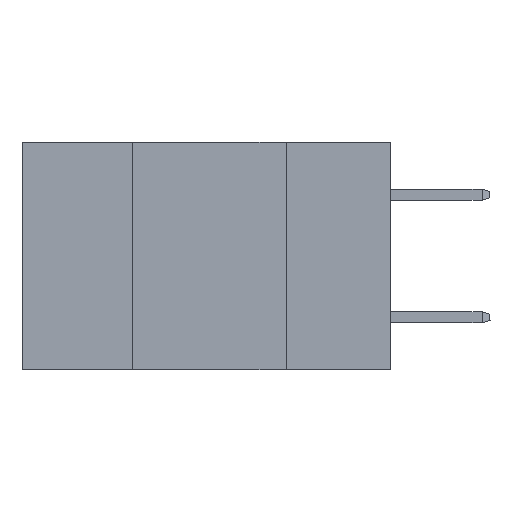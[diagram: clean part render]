
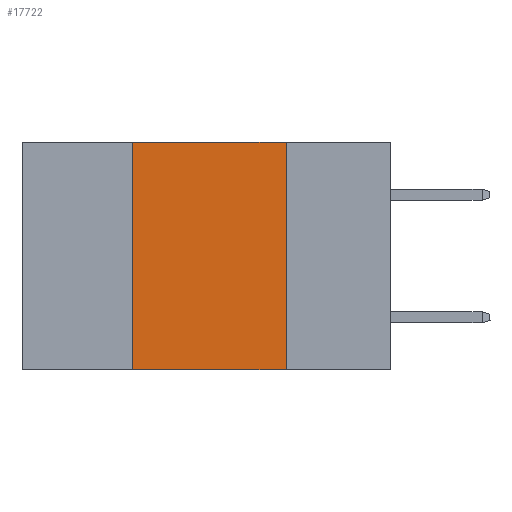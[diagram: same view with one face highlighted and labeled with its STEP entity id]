
A CAD part, left-side view. The second image highlights one B-rep face of the part: STEP entity #17722.
In plain terms, the highlighted planar face has unit normal (-1, 0, 0).
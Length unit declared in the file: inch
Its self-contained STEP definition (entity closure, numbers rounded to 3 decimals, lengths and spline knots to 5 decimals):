
#763 = CARTESIAN_POINT ( 'NONE',  ( 0., 0.17, 0. ) ) ;
#3115 = VECTOR ( 'NONE', #14770, 39.37008 ) ;
#4839 = VERTEX_POINT ( 'NONE', #16141 ) ;
#6246 = DIRECTION ( 'NONE',  ( 0., -1., 0. ) ) ;
#7569 = LINE ( 'NONE', #9078, #38014 ) ;
#7954 = VECTOR ( 'NONE', #6246, 39.37008 ) ;
#9078 = CARTESIAN_POINT ( 'NONE',  ( 0., 0.42, 0. ) ) ;
#12770 = CARTESIAN_POINT ( 'NONE',  ( 0., 0.17, 0. ) ) ;
#12829 = EDGE_CURVE ( 'NONE', #29601, #37540, #39984, .T. ) ;
#14483 = LINE ( 'NONE', #35875, #3115 ) ;
#14770 = DIRECTION ( 'NONE',  ( 0., -1., 0. ) ) ;
#15576 = FACE_OUTER_BOUND ( 'NONE', #25526, .T. ) ;
#15596 = LINE ( 'NONE', #763, #35700 ) ;
#16141 = CARTESIAN_POINT ( 'NONE',  ( 0., 0.42, 0. ) ) ;
#17277 = CARTESIAN_POINT ( 'NONE',  ( 0., 0.6, 0. ) ) ;
#17722 = ADVANCED_FACE ( 'NONE', ( #15576 ), #20595, .F. ) ;
#17790 = ORIENTED_EDGE ( 'NONE', *, *, #39534, .F. ) ;
#19525 = CARTESIAN_POINT ( 'NONE',  ( 0., 0.17, -0.37 ) ) ;
#20595 = PLANE ( 'NONE',  #29427 ) ;
#21734 = DIRECTION ( 'NONE',  ( 0., 0., -1. ) ) ;
#25526 = EDGE_LOOP ( 'NONE', ( #31918, #41464, #17790, #30902 ) ) ;
#28239 = EDGE_CURVE ( 'NONE', #35918, #37540, #15596, .T. ) ;
#28771 = EDGE_CURVE ( 'NONE', #4839, #35918, #14483, .T. ) ;
#29427 = AXIS2_PLACEMENT_3D ( 'NONE', #17277, #31550, #31096 ) ;
#29601 = VERTEX_POINT ( 'NONE', #32729 ) ;
#30190 = CARTESIAN_POINT ( 'NONE',  ( 0., 0.6, -0.37 ) ) ;
#30902 = ORIENTED_EDGE ( 'NONE', *, *, #12829, .T. ) ;
#31096 = DIRECTION ( 'NONE',  ( 0., 0., -1. ) ) ;
#31550 = DIRECTION ( 'NONE',  ( 1., 0., 0. ) ) ;
#31918 = ORIENTED_EDGE ( 'NONE', *, *, #28239, .F. ) ;
#32729 = CARTESIAN_POINT ( 'NONE',  ( 0., 0.42, -0.37 ) ) ;
#35700 = VECTOR ( 'NONE', #21734, 39.37008 ) ;
#35875 = CARTESIAN_POINT ( 'NONE',  ( 0., 0.6, 0. ) ) ;
#35918 = VERTEX_POINT ( 'NONE', #12770 ) ;
#37540 = VERTEX_POINT ( 'NONE', #19525 ) ;
#38014 = VECTOR ( 'NONE', #43817, 39.37008 ) ;
#39534 = EDGE_CURVE ( 'NONE', #29601, #4839, #7569, .T. ) ;
#39984 = LINE ( 'NONE', #30190, #7954 ) ;
#41464 = ORIENTED_EDGE ( 'NONE', *, *, #28771, .F. ) ;
#43817 = DIRECTION ( 'NONE',  ( 0., 0., 1. ) ) ;
